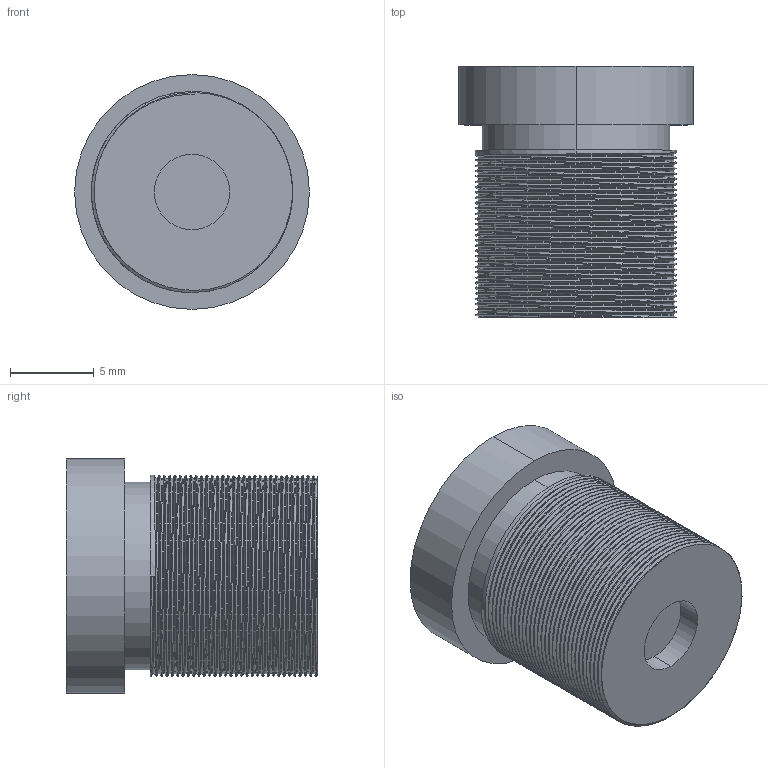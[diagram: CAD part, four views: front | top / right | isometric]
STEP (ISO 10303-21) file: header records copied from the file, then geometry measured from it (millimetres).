
FILE_DESCRIPTION (( 'STEP AP214' ), '1' );
FILE_NAME ('l''n005.STEP', '2020-08-14T03:47:14', ( 'arducam007' ), ( '' ), 'SwSTEP 2.0', 'SolidWorks 2018', '' );
FILE_SCHEMA (( 'AUTOMOTIVE_DESIGN' ));
Length unit declared in the file: millimetre
Products named in the file (1): l''n005
Bounding box: 14 x 15 x 14 mm (x, y, z)
Volume: 1588.9 mm3; surface area: 1560.3 mm2
Topology: 3 solids, 3 shells, 99 faces, 256 edges, 170 vertices
Faces by surface type: cylinder 82, plane 14, bspline 3
Entity records: 6722 total; most frequent: CARTESIAN_POINT 4604, ORIENTED_EDGE 512, DIRECTION 359, EDGE_CURVE 256, VERTEX_POINT 170, AXIS2_PLACEMENT_3D 137, EDGE_LOOP 106, FACE_OUTER_BOUND 99
